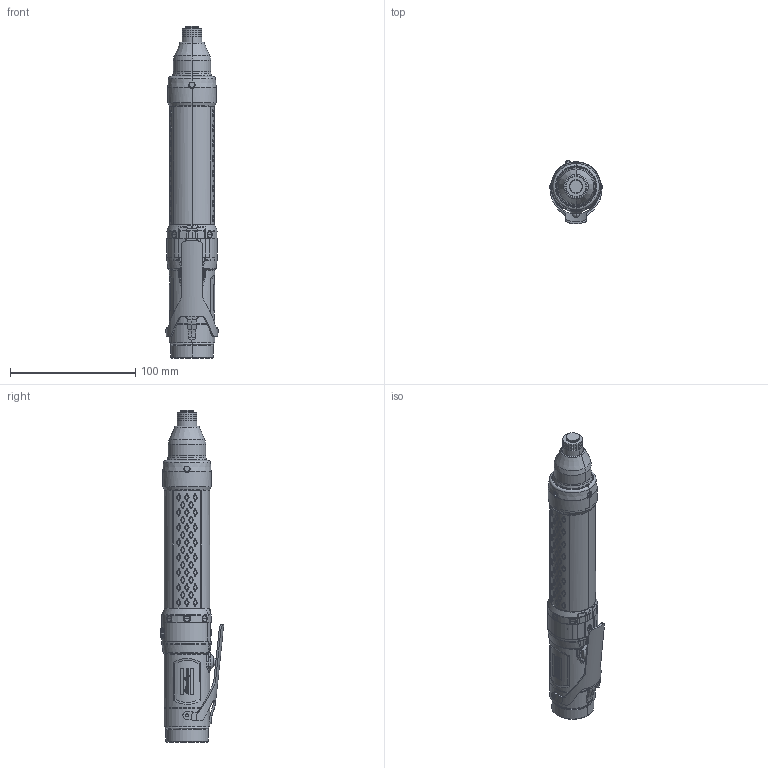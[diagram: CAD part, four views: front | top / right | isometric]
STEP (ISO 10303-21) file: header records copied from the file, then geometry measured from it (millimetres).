
FILE_DESCRIPTION((''),'2;1');
FILE_NAME('8436022107_SW_SW0001_ASM','2019-08-12T18:58:31',('INEdipo'),(''),'CREO PARAMETRIC BY PTC INC, 2018100','CREO PARAMETRIC BY PTC INC, 2018100','');
FILE_SCHEMA(('CONFIG_CONTROL_DESIGN'));
Length unit declared in the file: inch
Products named in the file (4): MSBR-3; MSBR-2; MSBR-1; 8436022107_SW_SW0001_ASM
Assembly tree (3 placements, depth 2):
  8436022107_SW_SW0001_ASM
    MSBR-3
    MSBR-2
    MSBR-1
Bounding box: 42.25 x 50.68 x 265.35 mm (x, y, z)
Volume: 261995.9 mm3; surface area: 55342.3 mm2
Topology: 17 solids, 17 shells, 2610 faces, 6973 edges, 4390 vertices
Faces by surface type: bspline 1350, cylinder 504, plane 354, cone 185, torus 181, sphere 35, extrusion 1
Entity records: 146060 total; most frequent: CARTESIAN_POINT 89572, ORIENTED_EDGE 13888, DIRECTION 8546, EDGE_CURVE 6944, VERTEX_POINT 4390, AXIS2_PLACEMENT_3D 3217, B_SPLINE_CURVE_WITH_KNOTS 2883, EDGE_LOOP 2758
